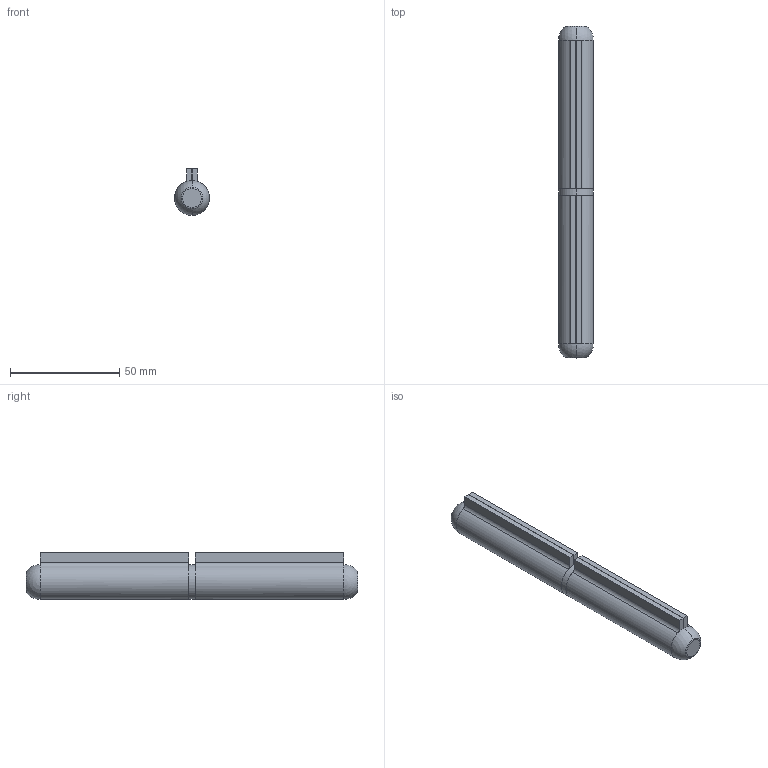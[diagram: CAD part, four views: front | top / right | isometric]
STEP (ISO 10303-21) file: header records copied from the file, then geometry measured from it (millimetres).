
FILE_DESCRIPTION (( 'STEP AP203' ), '1' );
FILE_NAME ('420-14.step', '2021-06-29T13:10:41', ( '' ), ( '' ), 'SwSTEP 2.0', 'SolidWorks 2018', '' );
FILE_SCHEMA (( 'CONFIG_CONTROL_DESIGN' ));
Length unit declared in the file: millimetre
Products named in the file (5): 420-14; 420-XX Teil2; 420-XX Teil1; 420-XX Teil2_420-14 Teil2; 420-XX Teil1_420-14 Teil1
Assembly tree (2 placements, depth 2):
  420-14
    420-XX Teil2_420-14 Teil2
    420-XX Teil1_420-14 Teil1
  420-XX Teil2
  420-XX Teil1
Bounding box: 16 x 152 x 21.5 mm (x, y, z)
Volume: 24330.5 mm3; surface area: 18447.6 mm2
Topology: 3 solids, 3 shells, 280 faces, 745 edges, 490 vertices
Faces by surface type: plane 165, bspline 83, cylinder 22, torus 4, sphere 4, cone 2
Entity records: 12792 total; most frequent: CARTESIAN_POINT 5920, ORIENTED_EDGE 1474, DIRECTION 1051, EDGE_CURVE 737, VECTOR 497, LINE 497, VERTEX_POINT 486, EDGE_LOOP 303
